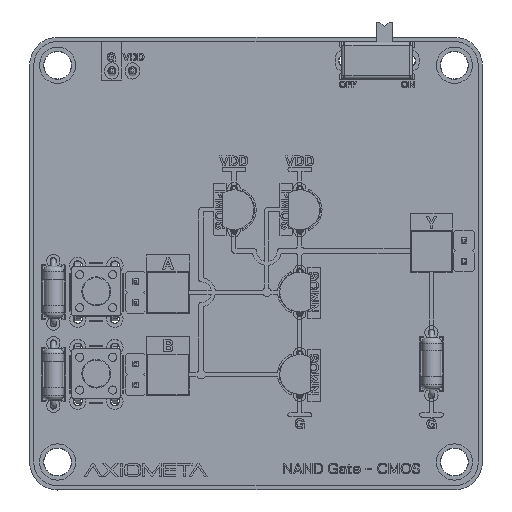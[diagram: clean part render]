
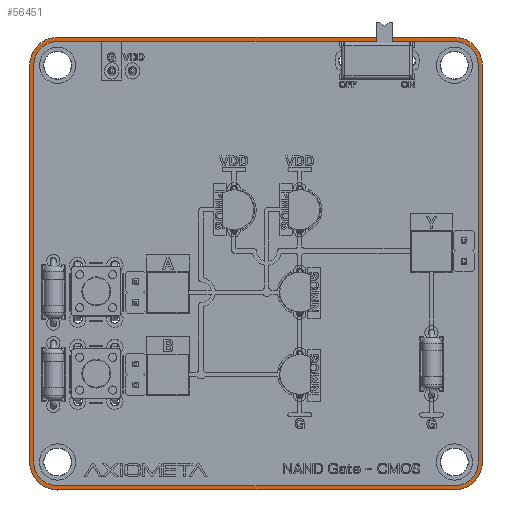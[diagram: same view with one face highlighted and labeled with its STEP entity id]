
A CAD part, top view. The second image highlights one B-rep face of the part: STEP entity #56451.
In plain terms, the highlighted planar face has unit normal (0, 0, 1).
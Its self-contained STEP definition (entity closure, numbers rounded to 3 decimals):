
#1334=FACE_BOUND('',#5904,.T.);
#2317=PLANE('',#60122);
#3828=FACE_OUTER_BOUND('',#5903,.T.);
#5903=EDGE_LOOP('',(#53518,#53519,#53520,#53521,#53522,#53523,#53524,#53525));
#5904=EDGE_LOOP('',(#53526,#53527,#53528,#53529,#53530,#53531,#53532,#53533));
#13550=LINE('',#95920,#21223);
#13554=LINE('',#95932,#21227);
#13558=LINE('',#95944,#21231);
#13562=LINE('',#95956,#21235);
#13566=LINE('',#95968,#21239);
#13570=LINE('',#95980,#21243);
#13574=LINE('',#95992,#21247);
#13578=LINE('',#96004,#21251);
#21223=VECTOR('',#74495,10.);
#21227=VECTOR('',#74507,10.);
#21231=VECTOR('',#74519,10.);
#21235=VECTOR('',#74531,10.);
#21239=VECTOR('',#74543,10.);
#21243=VECTOR('',#74555,10.);
#21247=VECTOR('',#74567,10.);
#21251=VECTOR('',#74579,10.);
#23109=CIRCLE('',#60093,2.9);
#23111=CIRCLE('',#60097,2.9);
#23113=CIRCLE('',#60101,2.9);
#23115=CIRCLE('',#60105,2.9);
#23117=CIRCLE('',#60109,3.4);
#23119=CIRCLE('',#60113,3.4);
#23121=CIRCLE('',#60117,3.4);
#23123=CIRCLE('',#60121,3.4);
#31717=VERTEX_POINT('',#95917);
#31718=VERTEX_POINT('',#95919);
#31720=VERTEX_POINT('',#95925);
#31722=VERTEX_POINT('',#95931);
#31724=VERTEX_POINT('',#95937);
#31726=VERTEX_POINT('',#95943);
#31728=VERTEX_POINT('',#95949);
#31730=VERTEX_POINT('',#95955);
#31733=VERTEX_POINT('',#95965);
#31734=VERTEX_POINT('',#95967);
#31736=VERTEX_POINT('',#95973);
#31738=VERTEX_POINT('',#95979);
#31740=VERTEX_POINT('',#95985);
#31742=VERTEX_POINT('',#95991);
#31744=VERTEX_POINT('',#95997);
#31746=VERTEX_POINT('',#96003);
#41264=EDGE_CURVE('',#31718,#31717,#13550,.T.);
#41267=EDGE_CURVE('',#31720,#31718,#23109,.T.);
#41270=EDGE_CURVE('',#31722,#31720,#13554,.T.);
#41273=EDGE_CURVE('',#31724,#31722,#23111,.T.);
#41276=EDGE_CURVE('',#31726,#31724,#13558,.T.);
#41279=EDGE_CURVE('',#31728,#31726,#23113,.T.);
#41282=EDGE_CURVE('',#31730,#31728,#13562,.T.);
#41285=EDGE_CURVE('',#31717,#31730,#23115,.T.);
#41288=EDGE_CURVE('',#31734,#31733,#13566,.T.);
#41291=EDGE_CURVE('',#31736,#31734,#23117,.T.);
#41294=EDGE_CURVE('',#31738,#31736,#13570,.T.);
#41297=EDGE_CURVE('',#31740,#31738,#23119,.T.);
#41300=EDGE_CURVE('',#31742,#31740,#13574,.T.);
#41303=EDGE_CURVE('',#31744,#31742,#23121,.T.);
#41306=EDGE_CURVE('',#31746,#31744,#13578,.T.);
#41309=EDGE_CURVE('',#31733,#31746,#23123,.T.);
#53518=ORIENTED_EDGE('',*,*,#41309,.T.);
#53519=ORIENTED_EDGE('',*,*,#41306,.T.);
#53520=ORIENTED_EDGE('',*,*,#41303,.T.);
#53521=ORIENTED_EDGE('',*,*,#41300,.T.);
#53522=ORIENTED_EDGE('',*,*,#41297,.T.);
#53523=ORIENTED_EDGE('',*,*,#41294,.T.);
#53524=ORIENTED_EDGE('',*,*,#41291,.T.);
#53525=ORIENTED_EDGE('',*,*,#41288,.T.);
#53526=ORIENTED_EDGE('',*,*,#41285,.T.);
#53527=ORIENTED_EDGE('',*,*,#41282,.T.);
#53528=ORIENTED_EDGE('',*,*,#41279,.T.);
#53529=ORIENTED_EDGE('',*,*,#41276,.T.);
#53530=ORIENTED_EDGE('',*,*,#41273,.T.);
#53531=ORIENTED_EDGE('',*,*,#41270,.T.);
#53532=ORIENTED_EDGE('',*,*,#41267,.T.);
#53533=ORIENTED_EDGE('',*,*,#41264,.T.);
#56451=ADVANCED_FACE('',(#3828,#1334),#2317,.T.);
#60093=AXIS2_PLACEMENT_3D('',#95926,#74501,#74502);
#60097=AXIS2_PLACEMENT_3D('',#95938,#74513,#74514);
#60101=AXIS2_PLACEMENT_3D('',#95950,#74525,#74526);
#60105=AXIS2_PLACEMENT_3D('',#95960,#74537,#74538);
#60109=AXIS2_PLACEMENT_3D('',#95974,#74549,#74550);
#60113=AXIS2_PLACEMENT_3D('',#95986,#74561,#74562);
#60117=AXIS2_PLACEMENT_3D('',#95998,#74573,#74574);
#60121=AXIS2_PLACEMENT_3D('',#96008,#74585,#74586);
#60122=AXIS2_PLACEMENT_3D('',#96009,#74587,#74588);
#74495=DIRECTION('',(0.,1.,0.));
#74501=DIRECTION('center_axis',(0.,0.,-1.));
#74502=DIRECTION('ref_axis',(-1.,0.,0.));
#74507=DIRECTION('',(-1.,0.,0.));
#74513=DIRECTION('center_axis',(0.,0.,-1.));
#74514=DIRECTION('ref_axis',(0.,-1.,0.));
#74519=DIRECTION('',(0.,-1.,0.));
#74525=DIRECTION('center_axis',(0.,0.,-1.));
#74526=DIRECTION('ref_axis',(1.,0.,0.));
#74531=DIRECTION('',(1.,0.,0.));
#74537=DIRECTION('center_axis',(0.,0.,-1.));
#74538=DIRECTION('ref_axis',(0.,1.,0.));
#74543=DIRECTION('',(0.,1.,0.));
#74549=DIRECTION('center_axis',(0.,0.,1.));
#74550=DIRECTION('ref_axis',(-0.522,-0.853,0.));
#74555=DIRECTION('',(1.,0.,0.));
#74561=DIRECTION('center_axis',(0.,0.,1.));
#74562=DIRECTION('ref_axis',(-1.,0.,0.));
#74567=DIRECTION('',(0.,-1.,0.));
#74573=DIRECTION('center_axis',(0.,0.,1.));
#74574=DIRECTION('ref_axis',(0.,1.,0.));
#74579=DIRECTION('',(-1.,0.,0.));
#74585=DIRECTION('center_axis',(0.,0.,1.));
#74586=DIRECTION('ref_axis',(1.,0.,0.));
#74587=DIRECTION('center_axis',(0.,0.,1.));
#74588=DIRECTION('ref_axis',(-1.,0.,0.));
#95917=CARTESIAN_POINT('',(-27.,24.1,1.52));
#95919=CARTESIAN_POINT('',(-27.,-24.1,1.52));
#95920=CARTESIAN_POINT('',(-27.,24.1,1.52));
#95925=CARTESIAN_POINT('',(-24.1,-27.,1.52));
#95926=CARTESIAN_POINT('Origin',(-24.1,-24.1,1.52));
#95931=CARTESIAN_POINT('',(24.1,-27.,1.52));
#95932=CARTESIAN_POINT('',(-24.1,-27.,1.52));
#95937=CARTESIAN_POINT('',(27.,-24.1,1.52));
#95938=CARTESIAN_POINT('Origin',(24.1,-24.1,1.52));
#95943=CARTESIAN_POINT('',(27.,24.1,1.52));
#95944=CARTESIAN_POINT('',(27.,-24.1,1.52));
#95949=CARTESIAN_POINT('',(24.1,27.,1.52));
#95950=CARTESIAN_POINT('Origin',(24.1,24.1,1.52));
#95955=CARTESIAN_POINT('',(-24.1,27.,1.52));
#95956=CARTESIAN_POINT('',(24.1,27.,1.52));
#95960=CARTESIAN_POINT('Origin',(-24.1,24.1,1.52));
#95965=CARTESIAN_POINT('',(27.5,24.1,1.52));
#95967=CARTESIAN_POINT('',(27.5,-24.1,1.52));
#95968=CARTESIAN_POINT('',(27.5,24.1,1.52));
#95973=CARTESIAN_POINT('',(24.1,-27.5,1.52));
#95974=CARTESIAN_POINT('Origin',(24.1,-24.1,1.52));
#95979=CARTESIAN_POINT('',(-24.1,-27.5,1.52));
#95980=CARTESIAN_POINT('',(24.1,-27.5,1.52));
#95985=CARTESIAN_POINT('',(-27.5,-24.1,1.52));
#95986=CARTESIAN_POINT('Origin',(-24.1,-24.1,1.52));
#95991=CARTESIAN_POINT('',(-27.5,24.1,1.52));
#95992=CARTESIAN_POINT('',(-27.5,-24.1,1.52));
#95997=CARTESIAN_POINT('',(-24.1,27.5,1.52));
#95998=CARTESIAN_POINT('Origin',(-24.1,24.1,1.52));
#96003=CARTESIAN_POINT('',(24.1,27.5,1.52));
#96004=CARTESIAN_POINT('',(-24.1,27.5,1.52));
#96008=CARTESIAN_POINT('Origin',(24.1,24.1,1.52));
#96009=CARTESIAN_POINT('Origin',(0.,0.,
1.52));
